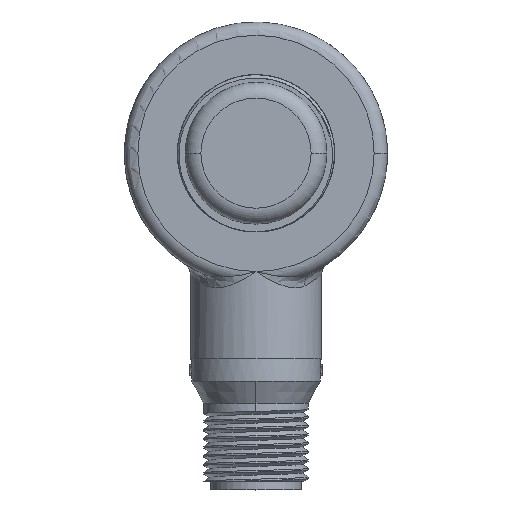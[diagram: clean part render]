
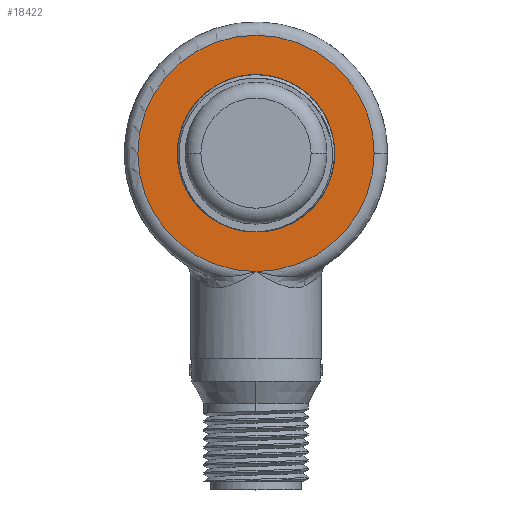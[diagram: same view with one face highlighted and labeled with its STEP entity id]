
A CAD part, top view. The second image highlights one B-rep face of the part: STEP entity #18422.
In plain terms, the highlighted planar face has unit normal (0, 0, 1).
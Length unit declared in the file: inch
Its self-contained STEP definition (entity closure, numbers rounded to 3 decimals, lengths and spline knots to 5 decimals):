
#2658=CARTESIAN_POINT('',(0.,0.,0.295));
#2659=DIRECTION('',(0.,0.,1.));
#2660=DIRECTION('',(1.,0.,0.));
#2661=AXIS2_PLACEMENT_3D('',#2658,#2659,#2660);
#2663=CARTESIAN_POINT('',(0.,0.,0.295));
#2664=DIRECTION('',(0.,0.,1.));
#2665=DIRECTION('',(0.,-1.,0.));
#2666=AXIS2_PLACEMENT_3D('',#2663,#2664,#2665);
#2678=CARTESIAN_POINT('',(0.,0.,0.295));
#2679=DIRECTION('',(0.,0.,1.));
#2680=DIRECTION('',(0.,1.,0.));
#2681=AXIS2_PLACEMENT_3D('',#2678,#2679,#2680);
#2683=CARTESIAN_POINT('',(0.,0.,0.295));
#2684=DIRECTION('',(0.,0.,1.));
#2685=DIRECTION('',(0.,-1.,0.));
#2686=AXIS2_PLACEMENT_3D('',#2683,#2684,#2685);
#12495=CARTESIAN_POINT('',(0.532,0.,0.295));
#12496=CARTESIAN_POINT('',(0.,-0.532,0.295));
#12497=VERTEX_POINT('',#12495);
#12498=VERTEX_POINT('',#12496);
#12675=CARTESIAN_POINT('',(0.,0.35125,0.295));
#12676=CARTESIAN_POINT('',(0.,-0.35125,0.295));
#12677=VERTEX_POINT('',#12675);
#12678=VERTEX_POINT('',#12676);
#18407=CARTESIAN_POINT('',(0.,0.,0.295));
#18408=DIRECTION('',(0.,0.,1.));
#18409=DIRECTION('',(1.,0.,0.));
#18410=AXIS2_PLACEMENT_3D('',#18407,#18408,#18409);
#18411=PLANE('',#18410);
#18412=ORIENTED_EDGE('',*,*,#18387,.F.);
#18413=ORIENTED_EDGE('',*,*,#18398,.F.);
#18414=EDGE_LOOP('',(#18412,#18413));
#18415=FACE_OUTER_BOUND('',#18414,.F.);
#18417=ORIENTED_EDGE('',*,*,#18416,.T.);
#18419=ORIENTED_EDGE('',*,*,#18418,.T.);
#18420=EDGE_LOOP('',(#18417,#18419));
#18421=FACE_BOUND('',#18420,.F.);
#18422=ADVANCED_FACE('',(#18415,#18421),#18411,.T.);
#2662=CIRCLE('',#2661,0.532);
#2667=CIRCLE('',#2666,0.532);
#2682=CIRCLE('',#2681,0.35125);
#2687=CIRCLE('',#2686,0.35125);
#18387=EDGE_CURVE('',#12497,#12498,#2662,.T.);
#18398=EDGE_CURVE('',#12498,#12497,#2667,.T.);
#18416=EDGE_CURVE('',#12677,#12678,#2682,.T.);
#18418=EDGE_CURVE('',#12678,#12677,#2687,.T.);
